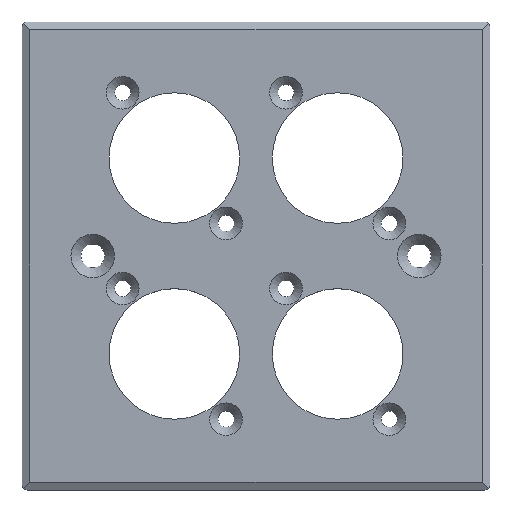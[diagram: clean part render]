
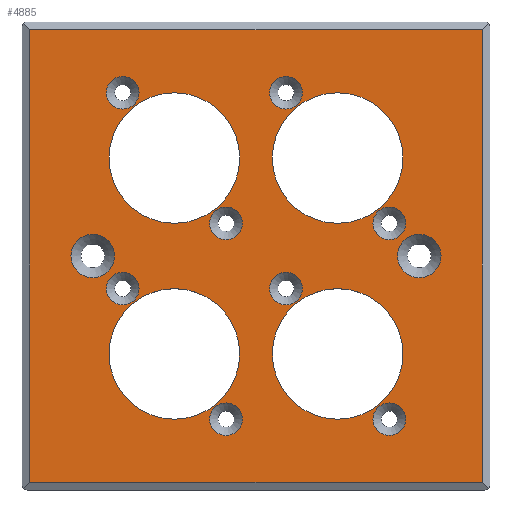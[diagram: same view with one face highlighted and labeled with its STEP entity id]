
A CAD part, top view. The second image highlights one B-rep face of the part: STEP entity #4885.
In plain terms, the highlighted planar face has unit normal (0, 0, 1).
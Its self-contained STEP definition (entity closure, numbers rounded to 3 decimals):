
#67=CIRCLE('',#5119,3.);
#68=CIRCLE('',#5121,3.);
#69=CIRCLE('',#5122,3.);
#70=CIRCLE('',#5123,3.);
#71=CIRCLE('',#5124,3.);
#72=CIRCLE('',#5125,4.);
#73=CIRCLE('',#5126,4.);
#74=CIRCLE('',#5127,12.);
#75=CIRCLE('',#5128,12.);
#76=CIRCLE('',#5129,12.);
#77=CIRCLE('',#5130,12.);
#78=CIRCLE('',#5131,3.);
#79=CIRCLE('',#5132,3.);
#80=CIRCLE('',#5133,3.);
#121=FACE_BOUND('',#778,.T.);
#122=FACE_BOUND('',#779,.T.);
#123=FACE_BOUND('',#780,.T.);
#124=FACE_BOUND('',#781,.T.);
#125=FACE_BOUND('',#782,.T.);
#126=FACE_BOUND('',#783,.T.);
#127=FACE_BOUND('',#784,.T.);
#128=FACE_BOUND('',#785,.T.);
#129=FACE_BOUND('',#786,.T.);
#130=FACE_BOUND('',#787,.T.);
#131=FACE_BOUND('',#788,.T.);
#132=FACE_BOUND('',#789,.T.);
#133=FACE_BOUND('',#790,.T.);
#134=FACE_BOUND('',#791,.T.);
#500=FACE_OUTER_BOUND('',#777,.T.);
#777=EDGE_LOOP('',(#4099,#4100,#4101,#4102));
#778=EDGE_LOOP('',(#4103));
#779=EDGE_LOOP('',(#4104));
#780=EDGE_LOOP('',(#4105));
#781=EDGE_LOOP('',(#4106));
#782=EDGE_LOOP('',(#4107));
#783=EDGE_LOOP('',(#4108));
#784=EDGE_LOOP('',(#4109));
#785=EDGE_LOOP('',(#4110));
#786=EDGE_LOOP('',(#4111));
#787=EDGE_LOOP('',(#4112));
#788=EDGE_LOOP('',(#4113));
#789=EDGE_LOOP('',(#4114));
#790=EDGE_LOOP('',(#4115));
#791=EDGE_LOOP('',(#4116));
#1294=LINE('',#8057,#1803);
#1295=LINE('',#8059,#1804);
#1296=LINE('',#8061,#1805);
#1297=LINE('',#8062,#1806);
#1803=VECTOR('',#6009,10.);
#1804=VECTOR('',#6010,10.);
#1805=VECTOR('',#6011,10.);
#1806=VECTOR('',#6012,10.);
#2245=VERTEX_POINT('',#8051);
#2246=VERTEX_POINT('',#8055);
#2247=VERTEX_POINT('',#8056);
#2248=VERTEX_POINT('',#8058);
#2249=VERTEX_POINT('',#8060);
#2250=VERTEX_POINT('',#8063);
#2251=VERTEX_POINT('',#8065);
#2252=VERTEX_POINT('',#8067);
#2253=VERTEX_POINT('',#8069);
#2254=VERTEX_POINT('',#8071);
#2255=VERTEX_POINT('',#8073);
#2256=VERTEX_POINT('',#8075);
#2257=VERTEX_POINT('',#8077);
#2258=VERTEX_POINT('',#8079);
#2259=VERTEX_POINT('',#8081);
#2260=VERTEX_POINT('',#8083);
#2261=VERTEX_POINT('',#8085);
#2262=VERTEX_POINT('',#8087);
#2873=EDGE_CURVE('',#2245,#2245,#67,.T.);
#2874=EDGE_CURVE('',#2246,#2247,#1294,.T.);
#2875=EDGE_CURVE('',#2248,#2246,#1295,.T.);
#2876=EDGE_CURVE('',#2249,#2248,#1296,.T.);
#2877=EDGE_CURVE('',#2247,#2249,#1297,.T.);
#2878=EDGE_CURVE('',#2250,#2250,#68,.T.);
#2879=EDGE_CURVE('',#2251,#2251,#69,.T.);
#2880=EDGE_CURVE('',#2252,#2252,#70,.T.);
#2881=EDGE_CURVE('',#2253,#2253,#71,.T.);
#2882=EDGE_CURVE('',#2254,#2254,#72,.T.);
#2883=EDGE_CURVE('',#2255,#2255,#73,.T.);
#2884=EDGE_CURVE('',#2256,#2256,#74,.T.);
#2885=EDGE_CURVE('',#2257,#2257,#75,.T.);
#2886=EDGE_CURVE('',#2258,#2258,#76,.T.);
#2887=EDGE_CURVE('',#2259,#2259,#77,.T.);
#2888=EDGE_CURVE('',#2260,#2260,#78,.T.);
#2889=EDGE_CURVE('',#2261,#2261,#79,.T.);
#2890=EDGE_CURVE('',#2262,#2262,#80,.T.);
#4099=ORIENTED_EDGE('',*,*,#2874,.F.);
#4100=ORIENTED_EDGE('',*,*,#2875,.F.);
#4101=ORIENTED_EDGE('',*,*,#2876,.F.);
#4102=ORIENTED_EDGE('',*,*,#2877,.F.);
#4103=ORIENTED_EDGE('',*,*,#2878,.F.);
#4104=ORIENTED_EDGE('',*,*,#2879,.F.);
#4105=ORIENTED_EDGE('',*,*,#2880,.F.);
#4106=ORIENTED_EDGE('',*,*,#2881,.F.);
#4107=ORIENTED_EDGE('',*,*,#2882,.T.);
#4108=ORIENTED_EDGE('',*,*,#2883,.T.);
#4109=ORIENTED_EDGE('',*,*,#2884,.T.);
#4110=ORIENTED_EDGE('',*,*,#2885,.T.);
#4111=ORIENTED_EDGE('',*,*,#2886,.T.);
#4112=ORIENTED_EDGE('',*,*,#2887,.T.);
#4113=ORIENTED_EDGE('',*,*,#2888,.F.);
#4114=ORIENTED_EDGE('',*,*,#2889,.F.);
#4115=ORIENTED_EDGE('',*,*,#2890,.F.);
#4116=ORIENTED_EDGE('',*,*,#2873,.F.);
#4421=PLANE('',#5120);
#4885=ADVANCED_FACE('',(#500,#121,#122,#123,#124,#125,#126,#127,#128,#129,
#130,#131,#132,#133,#134),#4421,.T.);
#5119=AXIS2_PLACEMENT_3D('',#8053,#6005,#6006);
#5120=AXIS2_PLACEMENT_3D('',#8054,#6007,#6008);
#5121=AXIS2_PLACEMENT_3D('',#8064,#6013,#6014);
#5122=AXIS2_PLACEMENT_3D('',#8066,#6015,#6016);
#5123=AXIS2_PLACEMENT_3D('',#8068,#6017,#6018);
#5124=AXIS2_PLACEMENT_3D('',#8070,#6019,#6020);
#5125=AXIS2_PLACEMENT_3D('',#8072,#6021,#6022);
#5126=AXIS2_PLACEMENT_3D('',#8074,#6023,#6024);
#5127=AXIS2_PLACEMENT_3D('',#8076,#6025,#6026);
#5128=AXIS2_PLACEMENT_3D('',#8078,#6027,#6028);
#5129=AXIS2_PLACEMENT_3D('',#8080,#6029,#6030);
#5130=AXIS2_PLACEMENT_3D('',#8082,#6031,#6032);
#5131=AXIS2_PLACEMENT_3D('',#8084,#6033,#6034);
#5132=AXIS2_PLACEMENT_3D('',#8086,#6035,#6036);
#5133=AXIS2_PLACEMENT_3D('',#8088,#6037,#6038);
#6005=DIRECTION('center_axis',(0.,0.,1.));
#6006=DIRECTION('ref_axis',(-1.,0.,0.));
#6007=DIRECTION('center_axis',(0.,0.,1.));
#6008=DIRECTION('ref_axis',(1.,0.,0.));
#6009=DIRECTION('',(1.,0.,0.));
#6010=DIRECTION('',(0.,1.,0.));
#6011=DIRECTION('',(-1.,0.,0.));
#6012=DIRECTION('',(0.,-1.,0.));
#6013=DIRECTION('center_axis',(0.,0.,1.));
#6014=DIRECTION('ref_axis',(-1.,0.,0.));
#6015=DIRECTION('center_axis',(0.,0.,1.));
#6016=DIRECTION('ref_axis',(-1.,0.,0.));
#6017=DIRECTION('center_axis',(0.,0.,1.));
#6018=DIRECTION('ref_axis',(-1.,0.,0.));
#6019=DIRECTION('center_axis',(0.,0.,1.));
#6020=DIRECTION('ref_axis',(-1.,0.,0.));
#6021=DIRECTION('center_axis',(0.,0.,-1.));
#6022=DIRECTION('ref_axis',(1.,0.,0.));
#6023=DIRECTION('center_axis',(0.,0.,-1.));
#6024=DIRECTION('ref_axis',(-1.,0.,0.));
#6025=DIRECTION('center_axis',(0.,0.,-1.));
#6026=DIRECTION('ref_axis',(-1.,0.,0.));
#6027=DIRECTION('center_axis',(0.,0.,-1.));
#6028=DIRECTION('ref_axis',(-1.,0.,0.));
#6029=DIRECTION('center_axis',(0.,0.,-1.));
#6030=DIRECTION('ref_axis',(-1.,0.,0.));
#6031=DIRECTION('center_axis',(0.,0.,-1.));
#6032=DIRECTION('ref_axis',(-1.,0.,0.));
#6033=DIRECTION('center_axis',(0.,0.,1.));
#6034=DIRECTION('ref_axis',(-1.,0.,0.));
#6035=DIRECTION('center_axis',(0.,0.,1.));
#6036=DIRECTION('ref_axis',(-1.,0.,0.));
#6037=DIRECTION('center_axis',(0.,0.,1.));
#6038=DIRECTION('ref_axis',(-1.,0.,0.));
#8051=CARTESIAN_POINT('',(27.5,-30.,2.));
#8053=CARTESIAN_POINT('Origin',(24.5,-30.,2.));
#8054=CARTESIAN_POINT('Origin',(0.,0.,
2.));
#8055=CARTESIAN_POINT('',(-41.6,41.6,2.));
#8056=CARTESIAN_POINT('',(41.6,41.6,2.));
#8057=CARTESIAN_POINT('',(21.5,41.6,2.));
#8058=CARTESIAN_POINT('',(-41.6,-41.6,2.));
#8059=CARTESIAN_POINT('',(-41.6,21.5,2.));
#8060=CARTESIAN_POINT('',(41.6,-41.6,2.));
#8061=CARTESIAN_POINT('',(-21.5,-41.6,2.));
#8062=CARTESIAN_POINT('',(41.6,-21.5,2.));
#8063=CARTESIAN_POINT('',(8.5,-6.,2.));
#8064=CARTESIAN_POINT('Origin',(5.5,-6.,2.));
#8065=CARTESIAN_POINT('',(-21.5,-6.,2.));
#8066=CARTESIAN_POINT('Origin',(-24.5,-6.,2.));
#8067=CARTESIAN_POINT('',(8.5,30.,2.));
#8068=CARTESIAN_POINT('Origin',(5.5,30.,2.));
#8069=CARTESIAN_POINT('',(-21.5,30.,2.));
#8070=CARTESIAN_POINT('Origin',(-24.5,30.,2.));
#8071=CARTESIAN_POINT('',(26.,0.,2.));
#8072=CARTESIAN_POINT('Origin',(30.,0.,2.));
#8073=CARTESIAN_POINT('',(-26.,0.,2.));
#8074=CARTESIAN_POINT('Origin',(-30.,0.,2.));
#8075=CARTESIAN_POINT('',(-3.,18.,2.));
#8076=CARTESIAN_POINT('Origin',(-15.,18.,2.));
#8077=CARTESIAN_POINT('',(27.,18.,2.));
#8078=CARTESIAN_POINT('Origin',(15.,18.,2.));
#8079=CARTESIAN_POINT('',(27.,-18.,2.));
#8080=CARTESIAN_POINT('Origin',(15.,-18.,2.));
#8081=CARTESIAN_POINT('',(-3.,-18.,2.));
#8082=CARTESIAN_POINT('Origin',(-15.,-18.,2.));
#8083=CARTESIAN_POINT('',(-2.5,6.,2.));
#8084=CARTESIAN_POINT('Origin',(-5.5,6.,2.));
#8085=CARTESIAN_POINT('',(27.5,6.,2.));
#8086=CARTESIAN_POINT('Origin',(24.5,6.,2.));
#8087=CARTESIAN_POINT('',(-2.5,-30.,2.));
#8088=CARTESIAN_POINT('Origin',(-5.5,-30.,2.));
